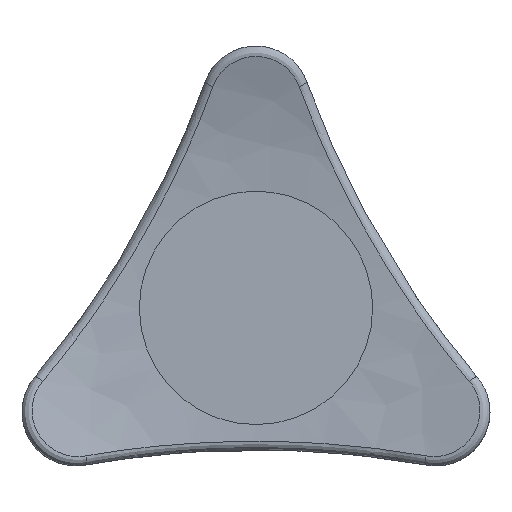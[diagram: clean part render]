
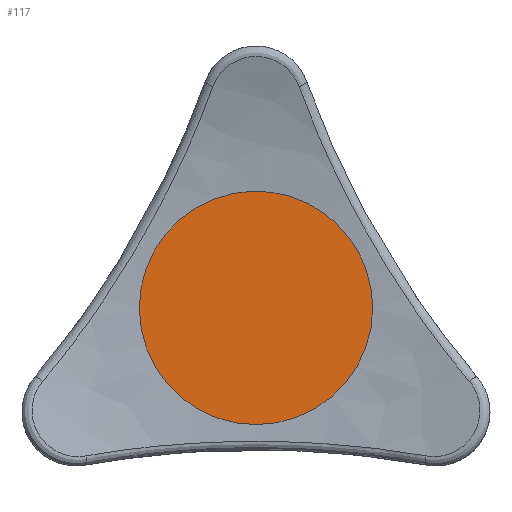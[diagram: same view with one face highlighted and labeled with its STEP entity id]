
A CAD part, top view. The second image highlights one B-rep face of the part: STEP entity #117.
In plain terms, the highlighted planar face has unit normal (0, 0, 1).
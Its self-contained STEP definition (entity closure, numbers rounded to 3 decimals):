
#117 = ADVANCED_FACE( '', ( #251 ), #252, .F. );
#251 = FACE_OUTER_BOUND( '', #1652, .T. );
#252 = PLANE( '', #1653 );
#1652 = EDGE_LOOP( '', ( #3427 ) );
#1653 = AXIS2_PLACEMENT_3D( '', #3428, #3429, #3430 );
#3427 = ORIENTED_EDGE( '', *, *, #3564, .T. );
#3428 = CARTESIAN_POINT( '', ( 0., 0., 20. ) );
#3429 = DIRECTION( '', ( 0., 0., -1. ) );
#3430 = DIRECTION( '', ( -1., 0., 0. ) );
#3564 = EDGE_CURVE( '', #3715, #3715, #3716, .T. );
#3715 = VERTEX_POINT( '', #4851 );
#3716 = CIRCLE( '', #4852, 7.575 );
#4851 = CARTESIAN_POINT( '', ( 7.575, 0., 20. ) );
#4852 = AXIS2_PLACEMENT_3D( '', #5445, #5446, #5447 );
#5445 = CARTESIAN_POINT( '', ( 0., 0., 20. ) );
#5446 = DIRECTION( '', ( 0., 0., 1. ) );
#5447 = DIRECTION( '', ( 1., 0., 0. ) );
